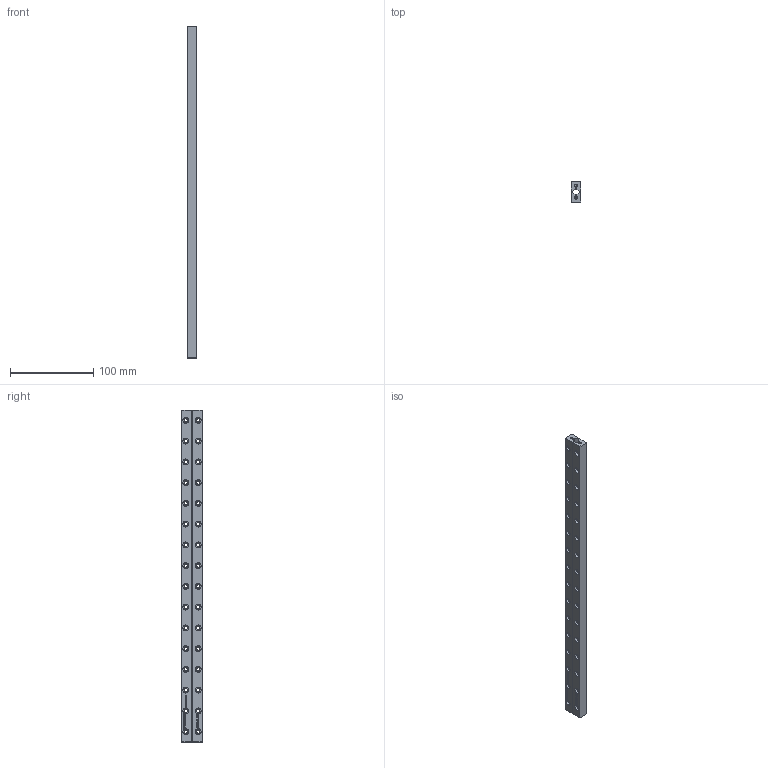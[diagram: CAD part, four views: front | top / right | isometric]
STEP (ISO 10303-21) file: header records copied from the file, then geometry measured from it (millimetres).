
FILE_DESCRIPTION(('FreeCAD Model'),'2;1');
FILE_NAME('RNG 6-400.step' ,'2020-08-08T15:37:21',('Author'),(''), 'Open CASCADE STEP processor 6.8','FreeCAD','Unknown');
FILE_SCHEMA(('AUTOMOTIVE_DESIGN_CC2 { 1 2 10303 214 -1 1 5 4 }'));
Length unit declared in the file: millimetre
Products named in the file (2): ASSEMBLY; Schienenpaar
Assembly tree (1 placements, depth 2):
  ASSEMBLY
    Schienenpaar
Bounding box: 12 x 25 x 400 mm (x, y, z)
Volume: 91213 mm3; surface area: 48680.2 mm2
Topology: 2 solids, 2 shells, 811 faces, 2207 edges, 1454 vertices
Faces by surface type: extrusion 437, plane 264, cylinder 70, cone 40
Full cylindrical faces by diameter (mm): 3 x4, 4 x32, 7 x32
Entity records: 64095 total; most frequent: CARTESIAN_POINT 22979, DIRECTION 5958, VECTOR 4732, ORIENTED_EDGE 4406, PCURVE 4406, DEFINITIONAL_REPRESENTATION 4406, LINE 4295, B_SPLINE_CURVE_WITH_KNOTS 2427
